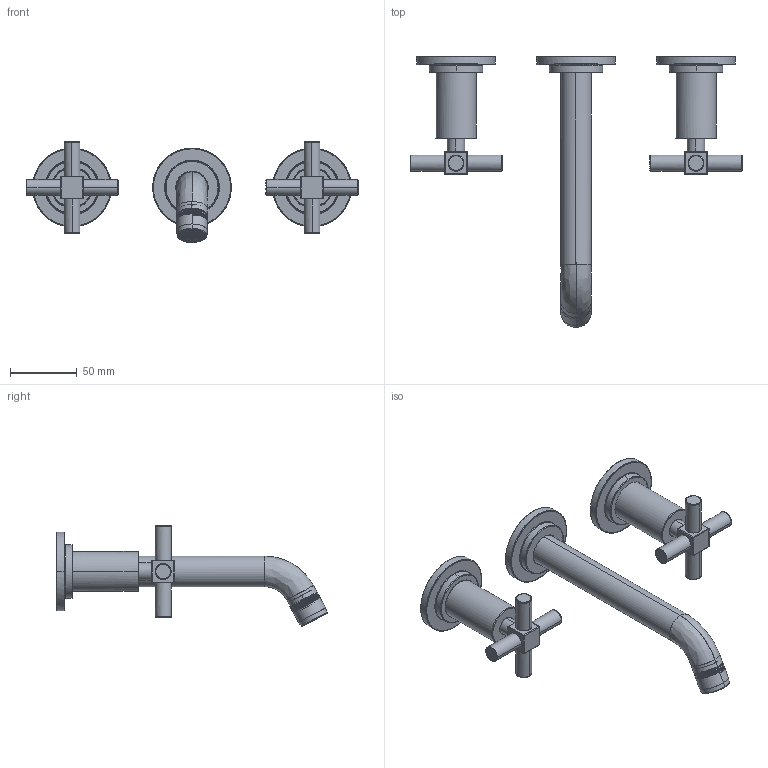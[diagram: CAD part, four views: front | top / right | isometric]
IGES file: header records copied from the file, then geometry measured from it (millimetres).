
Start section:  PTC IGES file: a40830_asm.igs
Global section: file name: 31H; native system: Rhinoceros ( May 19 2006 ); preprocessor: Trout Lake IGES 012 May 19 2006; date: 151204.074837; units: millimetre
Bounding box: 249 x 202.91 x 75.78 mm (x, y, z)
Surface area: 69685.7 mm2 (no closed solid volume)
Topology: 0 solids, 0 shells, 1193 faces, 22912 edges, 22912 vertices
Faces by surface type: bspline 1193
